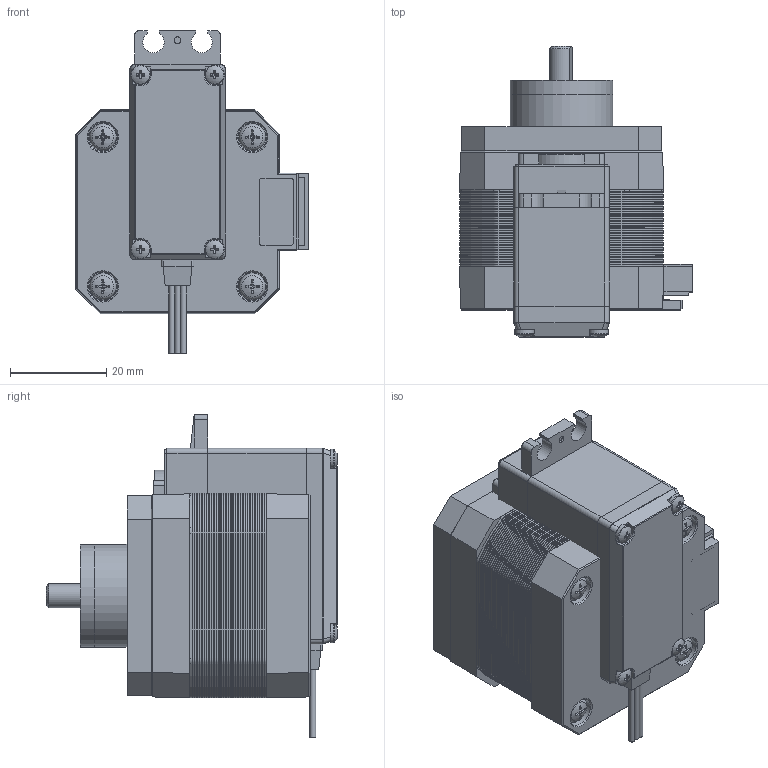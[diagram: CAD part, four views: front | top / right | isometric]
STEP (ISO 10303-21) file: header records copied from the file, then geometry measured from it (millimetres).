
FILE_DESCRIPTION(/* description */ (''),/* implementation_level */ '2;1');
FILE_NAME(/* name */ 'AdapterServo_v2.step',/* time_stamp */ '2025-03-29T15:30:08+01:00',/* author */ (''),/* organization */ (''),/* preprocessor_version */ 'ST-DEVELOPER v20.1',/* originating_system */ 'Autodesk Translation Framework v14.4.0.0',/* authorisation */ '');
FILE_SCHEMA (('AUTOMOTIVE_DESIGN { 1 0 10303 214 3 1 1 }'));
Products named in the file (24): AdapterServo; Nema 17 Stepper Motor; Nema 17 Top Cap; BS 3469 - 02 - 5 x 16 x 5; Nema 17 Plastic Spacer 2; Nema 17 Plastic Spacer 1; Nema 17 shaft; ANSI B27.7 - 53; Nema 17 Base Cap; Nema 17 Central Spacer; Nema 17 Stator Face; Nema 17 plastic; S6B-PH-K-S; EN ISO 7045 - M3 x 25H; Nema 17 plastic protector; Nema 17 PCB; Nema 17 Sprung Washer; TOWER PRO MG-995, ANALOG SERVO; TOWER PRO MG-995, ANALOG SERVO, BODY, TOP; TOWER PRO MG-995, ANALOG SERVO, BODY, MIDDLE; TOWER PRO MG-995, ANALOG SERVO, BODY, BOTTOM; TOWER PRO MG-995, ANALOG SERVO, CONNECTOR; TOWER PRO MG-995, ANALOG SERVO, SHAFT; pan cross head_am_B18.6.7M - M2 x 0
Assembly tree (30 placements, depth 3):
  AdapterServo
    Nema 17 Stepper Motor
      Nema 17 Top Cap
      BS 3469 - 02 - 5 x 16 x 5  x2
      Nema 17 Plastic Spacer 2
      Nema 17 Plastic Spacer 1
      Nema 17 shaft
      ANSI B27.7 - 53
      Nema 17 Base Cap
      Nema 17 Central Spacer
      Nema 17 Stator Face
      Nema 17 plastic
      S6B-PH-K-S
      EN ISO 7045 - M3 x 25H  x4
      Nema 17 plastic protector
      Nema 17 PCB
      Nema 17 Sprung Washer
    TOWER PRO MG-995, ANALOG SERVO
      TOWER PRO MG-995, ANALOG SERVO, BODY, TOP
      TOWER PRO MG-995, ANALOG SERVO, BODY, MIDDLE
      TOWER PRO MG-995, ANALOG SERVO, BODY, BOTTOM
      TOWER PRO MG-995, ANALOG SERVO, CONNECTOR
      TOWER PRO MG-995, ANALOG SERVO, SHAFT
      pan cross head_am_B18.6.7M - M2 x 0  x4
Bounding box: 48.31 x 60.48 x 67 mm (x, y, z)
Volume: 66371 mm3; surface area: 64915.1 mm2
Topology: 63 solids, 63 shells, 2745 faces, 7416 edges, 4890 vertices
Faces by surface type: cylinder 1399, plane 1158, cone 114, torus 36, sphere 20, bspline 18
Full cylindrical faces by diameter (mm): 1.2 x9, 1.4 x2, 1.5 x16, 1.6 x1, 2 x4, 2.2 x4, 2.459 x8, 2.65 x2, 2.729 x4, 3 x4, 3.363 x4, 3.4 x8, 4 x5, 5 x9, 5.3 x1, 6 x5, 7.75 x1, 8.667 x2, 8.944 x2, 9 x3, 11 x1, 11.2 x1, 12 x2, 12.333 x2, 12.8 x1, 15.5 x1, 16 x4, 21.3 x2, 21.8 x1, 24 x1
Entity records: 84766 total; most frequent: CARTESIAN_POINT 15496, DIRECTION 15180, ORIENTED_EDGE 14116, EDGE_CURVE 7058, AXIS2_PLACEMENT_3D 5683, VERTEX_POINT 4679, LINE 3814, VECTOR 3814
